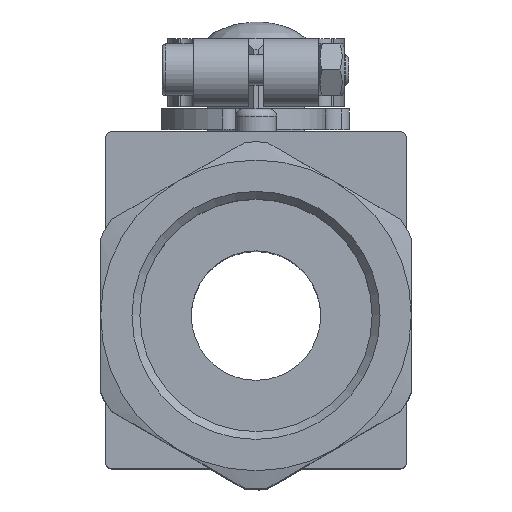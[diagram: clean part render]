
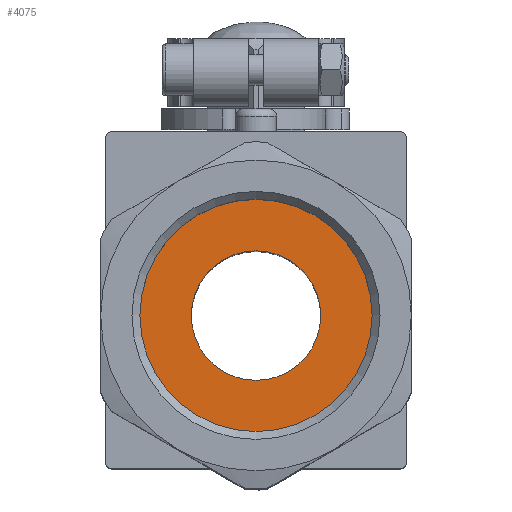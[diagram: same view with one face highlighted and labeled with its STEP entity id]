
A CAD part, top view. The second image highlights one B-rep face of the part: STEP entity #4075.
In plain terms, the highlighted planar face has unit normal (0, 0, 1).
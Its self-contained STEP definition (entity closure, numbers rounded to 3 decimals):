
#4048=CARTESIAN_POINT('',(0.,11.275,40.85));
#4049=DIRECTION('',(0.0,0.0,-1.0));
#4050=DIRECTION('',(-1.0,0.0,0.0));
#4051=AXIS2_PLACEMENT_3D('',#4048,#4049,#4050);
#4052=PLANE('',#4051);
#4053=CARTESIAN_POINT('',(0.,22.55,40.85));
#4054=VERTEX_POINT('',#4053);
#4055=CARTESIAN_POINT('',(0.,0.,40.85));
#4056=DIRECTION('',(0.0,0.0,1.0));
#4057=DIRECTION('',(0.0,1.0,0.0));
#4058=AXIS2_PLACEMENT_3D('',#4055,#4056,#4057);
#4059=CIRCLE('',#4058,22.55);
#4060=EDGE_CURVE('',#4054,#4054,#4059,.T.);
#4061=ORIENTED_EDGE('',*,*,#4060,.T.);
#4062=EDGE_LOOP('',(#4061));
#4063=FACE_OUTER_BOUND('',#4062,.T.);
#4064=CARTESIAN_POINT('',(-12.5,0.,40.85));
#4065=VERTEX_POINT('',#4064);
#4066=CARTESIAN_POINT('',(0.0,0.0,40.85));
#4067=DIRECTION('',(0.0,0.0,1.0));
#4068=DIRECTION('',(1.0,0.0,0.0));
#4069=AXIS2_PLACEMENT_3D('',#4066,#4067,#4068);
#4070=CIRCLE('',#4069,12.5);
#4071=EDGE_CURVE('',#4065,#4065,#4070,.T.);
#4072=ORIENTED_EDGE('',*,*,#4071,.F.);
#4073=EDGE_LOOP('',(#4072));
#4074=FACE_BOUND('',#4073,.T.);
#4075=ADVANCED_FACE('',(#4063,#4074),#4052,.F.);
